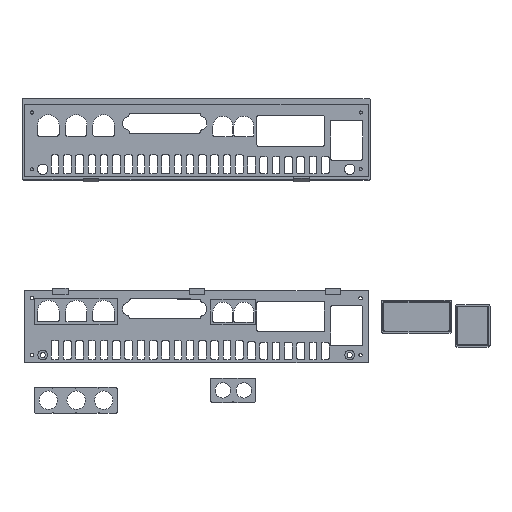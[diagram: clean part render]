
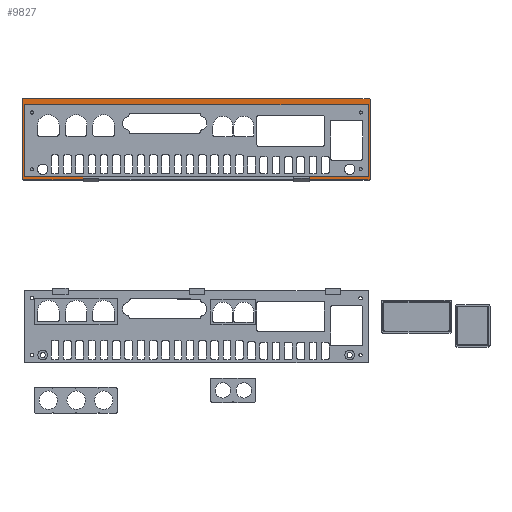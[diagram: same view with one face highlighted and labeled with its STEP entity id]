
A CAD part, top view. The second image highlights one B-rep face of the part: STEP entity #9827.
In plain terms, the highlighted planar face has unit normal (0, 0, 1).
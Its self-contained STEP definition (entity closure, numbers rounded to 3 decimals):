
#9688=CARTESIAN_POINT('',(238.,121.,2.));
#9689=DIRECTION('',(0.,0.,1.));
#9690=DIRECTION('',(1.,0.,0.));
#9691=AXIS2_PLACEMENT_3D('',#9688,#9689,#9690);
#9692=PLANE('',#9691);
#9693=CARTESIAN_POINT('',(465.,173.,2.));
#9694=VERTEX_POINT('',#9693);
#9695=CARTESIAN_POINT('',(464.,174.,2.));
#9696=VERTEX_POINT('',#9695);
#9697=CARTESIAN_POINT('',(464.,173.,2.));
#9698=DIRECTION('',(-0.,-0.,1.));
#9699=DIRECTION('',(-1.,0.,0.));
#9700=AXIS2_PLACEMENT_3D('',#9697,#9698,#9699);
#9701=CIRCLE('',#9700,1.);
#9702=EDGE_CURVE('',#9694,#9696,#9701,.T.);
#9703=ORIENTED_EDGE('',*,*,#9702,.T.);
#9704=CARTESIAN_POINT('',(239.,174.,2.));
#9705=VERTEX_POINT('',#9704);
#9706=CARTESIAN_POINT('',(239.,174.,2.));
#9707=DIRECTION('',(1.,0.,-0.));
#9708=VECTOR('',#9707,225.);
#9709=LINE('',#9706,#9708);
#9710=EDGE_CURVE('',#9705,#9696,#9709,.T.);
#9711=ORIENTED_EDGE('',*,*,#9710,.F.);
#9712=CARTESIAN_POINT('',(238.,173.,2.));
#9713=VERTEX_POINT('',#9712);
#9714=CARTESIAN_POINT('',(239.,173.,2.));
#9715=DIRECTION('',(-0.,-0.,1.));
#9716=DIRECTION('',(-1.,0.,0.));
#9717=AXIS2_PLACEMENT_3D('',#9714,#9715,#9716);
#9718=CIRCLE('',#9717,1.);
#9719=EDGE_CURVE('',#9705,#9713,#9718,.T.);
#9720=ORIENTED_EDGE('',*,*,#9719,.T.);
#9721=CARTESIAN_POINT('',(238.,122.,2.));
#9722=VERTEX_POINT('',#9721);
#9723=CARTESIAN_POINT('',(238.,122.,2.));
#9724=DIRECTION('',(0.,1.,0.));
#9725=VECTOR('',#9724,51.);
#9726=LINE('',#9723,#9725);
#9727=EDGE_CURVE('',#9722,#9713,#9726,.T.);
#9728=ORIENTED_EDGE('',*,*,#9727,.F.);
#9729=CARTESIAN_POINT('',(239.,121.,2.));
#9730=VERTEX_POINT('',#9729);
#9731=CARTESIAN_POINT('',(239.,122.,2.));
#9732=DIRECTION('',(-0.,-0.,1.));
#9733=DIRECTION('',(-1.,0.,0.));
#9734=AXIS2_PLACEMENT_3D('',#9731,#9732,#9733);
#9735=CIRCLE('',#9734,1.);
#9736=EDGE_CURVE('',#9722,#9730,#9735,.T.);
#9737=ORIENTED_EDGE('',*,*,#9736,.T.);
#9738=CARTESIAN_POINT('',(278.043,121.,2.));
#9739=VERTEX_POINT('',#9738);
#9740=CARTESIAN_POINT('',(278.043,121.,2.));
#9741=DIRECTION('',(-1.,-0.,0.));
#9742=VECTOR('',#9741,39.043);
#9743=LINE('',#9740,#9742);
#9744=EDGE_CURVE('',#9739,#9730,#9743,.T.);
#9745=ORIENTED_EDGE('',*,*,#9744,.F.);
#9746=CARTESIAN_POINT('',(278.043,122.965,2.));
#9747=VERTEX_POINT('',#9746);
#9748=CARTESIAN_POINT('',(278.043,122.965,2.));
#9749=DIRECTION('',(-0.,-1.,-0.));
#9750=VECTOR('',#9749,1.965);
#9751=LINE('',#9748,#9750);
#9752=EDGE_CURVE('',#9747,#9739,#9751,.T.);
#9753=ORIENTED_EDGE('',*,*,#9752,.F.);
#9754=CARTESIAN_POINT('',(239.5,122.965,2.));
#9755=VERTEX_POINT('',#9754);
#9756=CARTESIAN_POINT('',(278.043,122.965,2.));
#9757=DIRECTION('',(-1.,-0.,0.));
#9758=VECTOR('',#9757,38.543);
#9759=LINE('',#9756,#9758);
#9760=EDGE_CURVE('',#9747,#9755,#9759,.T.);
#9761=ORIENTED_EDGE('',*,*,#9760,.T.);
#9762=CARTESIAN_POINT('',(239.5,169.965,2.));
#9763=VERTEX_POINT('',#9762);
#9764=CARTESIAN_POINT('',(239.5,122.965,2.));
#9765=DIRECTION('',(0.,1.,0.));
#9766=VECTOR('',#9765,47.);
#9767=LINE('',#9764,#9766);
#9768=EDGE_CURVE('',#9755,#9763,#9767,.T.);
#9769=ORIENTED_EDGE('',*,*,#9768,.T.);
#9770=CARTESIAN_POINT('',(463.5,169.965,2.));
#9771=VERTEX_POINT('',#9770);
#9772=CARTESIAN_POINT('',(239.5,169.965,2.));
#9773=DIRECTION('',(1.,0.,-0.));
#9774=VECTOR('',#9773,224.);
#9775=LINE('',#9772,#9774);
#9776=EDGE_CURVE('',#9763,#9771,#9775,.T.);
#9777=ORIENTED_EDGE('',*,*,#9776,.T.);
#9778=CARTESIAN_POINT('',(463.5,122.965,2.));
#9779=VERTEX_POINT('',#9778);
#9780=CARTESIAN_POINT('',(463.5,169.965,2.));
#9781=DIRECTION('',(-0.,-1.,-0.));
#9782=VECTOR('',#9781,47.);
#9783=LINE('',#9780,#9782);
#9784=EDGE_CURVE('',#9771,#9779,#9783,.T.);
#9785=ORIENTED_EDGE('',*,*,#9784,.T.);
#9786=CARTESIAN_POINT('',(425.041,122.965,2.));
#9787=VERTEX_POINT('',#9786);
#9788=CARTESIAN_POINT('',(463.5,122.965,2.));
#9789=DIRECTION('',(-1.,-0.,0.));
#9790=VECTOR('',#9789,38.459);
#9791=LINE('',#9788,#9790);
#9792=EDGE_CURVE('',#9779,#9787,#9791,.T.);
#9793=ORIENTED_EDGE('',*,*,#9792,.T.);
#9794=CARTESIAN_POINT('',(425.041,121.,2.));
#9795=VERTEX_POINT('',#9794);
#9796=CARTESIAN_POINT('',(425.041,121.,2.));
#9797=DIRECTION('',(0.,1.,0.));
#9798=VECTOR('',#9797,1.965);
#9799=LINE('',#9796,#9798);
#9800=EDGE_CURVE('',#9795,#9787,#9799,.T.);
#9801=ORIENTED_EDGE('',*,*,#9800,.F.);
#9802=CARTESIAN_POINT('',(464.,121.,2.));
#9803=VERTEX_POINT('',#9802);
#9804=CARTESIAN_POINT('',(464.,121.,2.));
#9805=DIRECTION('',(-1.,-0.,0.));
#9806=VECTOR('',#9805,38.959);
#9807=LINE('',#9804,#9806);
#9808=EDGE_CURVE('',#9803,#9795,#9807,.T.);
#9809=ORIENTED_EDGE('',*,*,#9808,.F.);
#9810=CARTESIAN_POINT('',(465.,122.,2.));
#9811=VERTEX_POINT('',#9810);
#9812=CARTESIAN_POINT('',(464.,122.,2.));
#9813=DIRECTION('',(-0.,-0.,1.));
#9814=DIRECTION('',(-1.,0.,0.));
#9815=AXIS2_PLACEMENT_3D('',#9812,#9813,#9814);
#9816=CIRCLE('',#9815,1.);
#9817=EDGE_CURVE('',#9803,#9811,#9816,.T.);
#9818=ORIENTED_EDGE('',*,*,#9817,.T.);
#9819=CARTESIAN_POINT('',(465.,173.,2.));
#9820=DIRECTION('',(-0.,-1.,-0.));
#9821=VECTOR('',#9820,51.);
#9822=LINE('',#9819,#9821);
#9823=EDGE_CURVE('',#9694,#9811,#9822,.T.);
#9824=ORIENTED_EDGE('',*,*,#9823,.F.);
#9825=EDGE_LOOP('',(#9703,#9711,#9720,#9728,#9737,#9745,#9753,#9761,#9769,#9777,#9785,#9793,#9801,#9809,#9818,#9824));
#9826=FACE_BOUND('',#9825,.T.);
#9827=ADVANCED_FACE('',(#9826),#9692,.T.);
